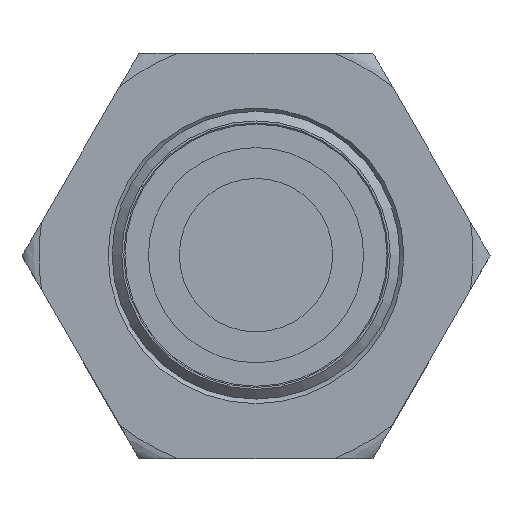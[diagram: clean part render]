
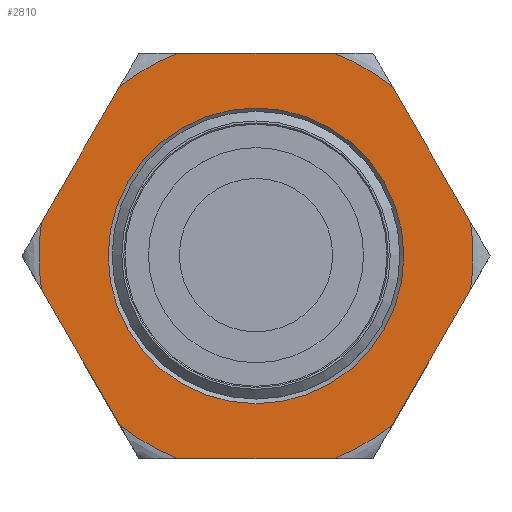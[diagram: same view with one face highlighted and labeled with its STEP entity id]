
A CAD part, top view. The second image highlights one B-rep face of the part: STEP entity #2810.
In plain terms, the highlighted planar face has unit normal (0, 0, 1).
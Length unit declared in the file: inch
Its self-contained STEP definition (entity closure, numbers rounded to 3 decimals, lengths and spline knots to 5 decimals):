
#1 = CARTESIAN_POINT ( 'NONE',  ( -0.43233, -0.24961, 2.7966 ) ) ;
#4 = CARTESIAN_POINT ( 'NONE',  ( -0.52854, -0.08297, 2.7966 ) ) ;
#27 = CARTESIAN_POINT ( 'NONE',  ( 0.52854, 0.08297, 2.7966 ) ) ;
#99 = DIRECTION ( 'NONE',  ( 0., -1., 0. ) ) ;
#107 = LINE ( 'NONE', #1657, #1719 ) ;
#255 = VERTEX_POINT ( 'NONE', #4483 ) ;
#333 = ORIENTED_EDGE ( 'NONE', *, *, #4606, .T. ) ;
#343 = EDGE_CURVE ( 'NONE', #3089, #2327, #2933, .T. ) ;
#375 = DIRECTION ( 'NONE',  ( 0., 0., 1. ) ) ;
#415 = DIRECTION ( 'NONE',  ( 0., 0., -1. ) ) ;
#453 = LINE ( 'NONE', #1, #4478 ) ;
#483 = VERTEX_POINT ( 'NONE', #3515 ) ;
#490 = EDGE_CURVE ( 'NONE', #255, #1157, #784, .T. ) ;
#501 = CARTESIAN_POINT ( 'NONE',  ( -0.19241, -0.49921, 2.7966 ) ) ;
#565 = CIRCLE ( 'NONE', #1695, 0.53501 ) ;
#575 = DIRECTION ( 'NONE',  ( 0., 0., 1. ) ) ;
#602 = ORIENTED_EDGE ( 'NONE', *, *, #4964, .T. ) ;
#784 = LINE ( 'NONE', #1211, #4031 ) ;
#829 = AXIS2_PLACEMENT_3D ( 'NONE', #1912, #415, #3080 ) ;
#888 = CARTESIAN_POINT ( 'NONE',  ( 0., 0., 2.7966 ) ) ;
#914 = CIRCLE ( 'NONE', #4231, 0.53501 ) ;
#927 = DIRECTION ( 'NONE',  ( 0., 0., 1. ) ) ;
#1005 = FACE_OUTER_BOUND ( 'NONE', #1759, .T. ) ;
#1024 = DIRECTION ( 'NONE',  ( 1., 0., 0. ) ) ;
#1060 = DIRECTION ( 'NONE',  ( -0.5, 0.866, 0. ) ) ;
#1085 = CIRCLE ( 'NONE', #3663, 0.53501 ) ;
#1111 = DIRECTION ( 'NONE',  ( 0., -1., 0. ) ) ;
#1147 = EDGE_CURVE ( 'NONE', #2437, #2907, #453, .T. ) ;
#1157 = VERTEX_POINT ( 'NONE', #2313 ) ;
#1158 = DIRECTION ( 'NONE',  ( 0., -1., 0. ) ) ;
#1211 = CARTESIAN_POINT ( 'NONE',  ( 0., 0.49921, 2.7966 ) ) ;
#1238 = CIRCLE ( 'NONE', #2213, 0.53501 ) ;
#1260 = EDGE_CURVE ( 'NONE', #2306, #2219, #2380, .T. ) ;
#1270 = FACE_BOUND ( 'NONE', #2181, .T. ) ;
#1402 = AXIS2_PLACEMENT_3D ( 'NONE', #4637, #2662, #1158 ) ;
#1406 = VECTOR ( 'NONE', #4323, 39.37008 ) ;
#1432 = EDGE_CURVE ( 'NONE', #2327, #255, #1085, .T. ) ;
#1438 = LINE ( 'NONE', #2580, #2038 ) ;
#1441 = ORIENTED_EDGE ( 'NONE', *, *, #2680, .T. ) ;
#1493 = DIRECTION ( 'NONE',  ( 0., 0., 1. ) ) ;
#1525 = CARTESIAN_POINT ( 'NONE',  ( 0., 0., 2.7966 ) ) ;
#1657 = CARTESIAN_POINT ( 'NONE',  ( -0.43233, 0.24961, 2.7966 ) ) ;
#1663 = ORIENTED_EDGE ( 'NONE', *, *, #4341, .T. ) ;
#1695 = AXIS2_PLACEMENT_3D ( 'NONE', #3681, #575, #3331 ) ;
#1719 = VECTOR ( 'NONE', #4497, 39.37008 ) ;
#1759 = EDGE_LOOP ( 'NONE', ( #2472, #2768, #333, #1441, #3837, #4194, #2867, #4027, #3486, #3473, #4529, #1663 ) ) ;
#1889 = EDGE_CURVE ( 'NONE', #483, #3444, #107, .T. ) ;
#1896 = CARTESIAN_POINT ( 'NONE',  ( 0., 0., 2.7966 ) ) ;
#1912 = CARTESIAN_POINT ( 'NONE',  ( 0., 0., 2.7966 ) ) ;
#1977 = AXIS2_PLACEMENT_3D ( 'NONE', #1525, #3492, #3142 ) ;
#2038 = VECTOR ( 'NONE', #1024, 39.37008 ) ;
#2181 = EDGE_LOOP ( 'NONE', ( #602 ) ) ;
#2213 = AXIS2_PLACEMENT_3D ( 'NONE', #4479, #927, #3280 ) ;
#2219 = VERTEX_POINT ( 'NONE', #3614 ) ;
#2306 = VERTEX_POINT ( 'NONE', #2942 ) ;
#2313 = CARTESIAN_POINT ( 'NONE',  ( -0.19241, 0.49921, 2.7966 ) ) ;
#2327 = VERTEX_POINT ( 'NONE', #4178 ) ;
#2336 = DIRECTION ( 'NONE',  ( -1., 0., 0. ) ) ;
#2378 = DIRECTION ( 'NONE',  ( 0.5, -0.866, 0. ) ) ;
#2380 = CIRCLE ( 'NONE', #1977, 0.53501 ) ;
#2437 = VERTEX_POINT ( 'NONE', #4 ) ;
#2472 = ORIENTED_EDGE ( 'NONE', *, *, #4900, .T. ) ;
#2527 = PLANE ( 'NONE',  #4541 ) ;
#2580 = CARTESIAN_POINT ( 'NONE',  ( 0., -0.49921, 2.7966 ) ) ;
#2620 = VERTEX_POINT ( 'NONE', #4149 ) ;
#2662 = DIRECTION ( 'NONE',  ( 0., 0., 1. ) ) ;
#2673 = CARTESIAN_POINT ( 'NONE',  ( 0.52854, -0.08297, 2.7966 ) ) ;
#2680 = EDGE_CURVE ( 'NONE', #3031, #3089, #565, .T. ) ;
#2768 = ORIENTED_EDGE ( 'NONE', *, *, #1260, .T. ) ;
#2810 = ADVANCED_FACE ( 'NONE', ( #1270, #1005 ), #2527, .F. ) ;
#2867 = ORIENTED_EDGE ( 'NONE', *, *, #490, .T. ) ;
#2907 = VERTEX_POINT ( 'NONE', #3343 ) ;
#2933 = LINE ( 'NONE', #3412, #3705 ) ;
#2942 = CARTESIAN_POINT ( 'NONE',  ( 0.19241, -0.49921, 2.7966 ) ) ;
#3031 = VERTEX_POINT ( 'NONE', #2673 ) ;
#3040 = DIRECTION ( 'NONE',  ( 0., -1., 0. ) ) ;
#3080 = DIRECTION ( 'NONE',  ( 0., 1., 0. ) ) ;
#3089 = VERTEX_POINT ( 'NONE', #27 ) ;
#3114 = LINE ( 'NONE', #4272, #1406 ) ;
#3142 = DIRECTION ( 'NONE',  ( 0., -1., 0. ) ) ;
#3254 = CIRCLE ( 'NONE', #1402, 0.53501 ) ;
#3280 = DIRECTION ( 'NONE',  ( 0., -1., 0. ) ) ;
#3331 = DIRECTION ( 'NONE',  ( 0., -1., 0. ) ) ;
#3343 = CARTESIAN_POINT ( 'NONE',  ( -0.33612, -0.41624, 2.7966 ) ) ;
#3412 = CARTESIAN_POINT ( 'NONE',  ( 0.43233, 0.24961, 2.7966 ) ) ;
#3444 = VERTEX_POINT ( 'NONE', #4592 ) ;
#3473 = ORIENTED_EDGE ( 'NONE', *, *, #4287, .T. ) ;
#3486 = ORIENTED_EDGE ( 'NONE', *, *, #1889, .T. ) ;
#3492 = DIRECTION ( 'NONE',  ( 0., 0., 1. ) ) ;
#3515 = CARTESIAN_POINT ( 'NONE',  ( -0.33612, 0.41624, 2.7966 ) ) ;
#3565 = DIRECTION ( 'NONE',  ( 0., 0., -1. ) ) ;
#3614 = CARTESIAN_POINT ( 'NONE',  ( 0.33612, -0.41624, 2.7966 ) ) ;
#3663 = AXIS2_PLACEMENT_3D ( 'NONE', #4969, #1493, #3040 ) ;
#3681 = CARTESIAN_POINT ( 'NONE',  ( 0., 0., 2.7966 ) ) ;
#3705 = VECTOR ( 'NONE', #1060, 39.37008 ) ;
#3734 = CIRCLE ( 'NONE', #829, 0.36417 ) ;
#3837 = ORIENTED_EDGE ( 'NONE', *, *, #343, .T. ) ;
#4027 = ORIENTED_EDGE ( 'NONE', *, *, #4408, .T. ) ;
#4031 = VECTOR ( 'NONE', #2336, 39.37008 ) ;
#4057 = VERTEX_POINT ( 'NONE', #501 ) ;
#4149 = CARTESIAN_POINT ( 'NONE',  ( 0., 0.36417, 2.7966 ) ) ;
#4178 = CARTESIAN_POINT ( 'NONE',  ( 0.33612, 0.41624, 2.7966 ) ) ;
#4194 = ORIENTED_EDGE ( 'NONE', *, *, #1432, .T. ) ;
#4231 = AXIS2_PLACEMENT_3D ( 'NONE', #1896, #375, #1111 ) ;
#4272 = CARTESIAN_POINT ( 'NONE',  ( 0.43233, -0.24961, 2.7966 ) ) ;
#4287 = EDGE_CURVE ( 'NONE', #3444, #2437, #1238, .T. ) ;
#4323 = DIRECTION ( 'NONE',  ( 0.5, 0.866, 0. ) ) ;
#4341 = EDGE_CURVE ( 'NONE', #2907, #4057, #914, .T. ) ;
#4408 = EDGE_CURVE ( 'NONE', #1157, #483, #3254, .T. ) ;
#4478 = VECTOR ( 'NONE', #2378, 39.37008 ) ;
#4479 = CARTESIAN_POINT ( 'NONE',  ( 0., 0., 2.7966 ) ) ;
#4483 = CARTESIAN_POINT ( 'NONE',  ( 0.19241, 0.49921, 2.7966 ) ) ;
#4497 = DIRECTION ( 'NONE',  ( -0.5, -0.866, 0. ) ) ;
#4529 = ORIENTED_EDGE ( 'NONE', *, *, #1147, .T. ) ;
#4541 = AXIS2_PLACEMENT_3D ( 'NONE', #888, #3565, #99 ) ;
#4592 = CARTESIAN_POINT ( 'NONE',  ( -0.52854, 0.08297, 2.7966 ) ) ;
#4606 = EDGE_CURVE ( 'NONE', #2219, #3031, #3114, .T. ) ;
#4637 = CARTESIAN_POINT ( 'NONE',  ( 0., 0., 2.7966 ) ) ;
#4900 = EDGE_CURVE ( 'NONE', #4057, #2306, #1438, .T. ) ;
#4964 = EDGE_CURVE ( 'NONE', #2620, #2620, #3734, .T. ) ;
#4969 = CARTESIAN_POINT ( 'NONE',  ( 0., 0., 2.7966 ) ) ;
